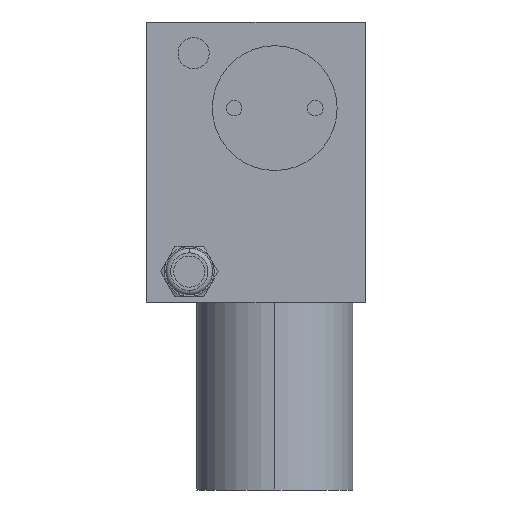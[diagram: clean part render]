
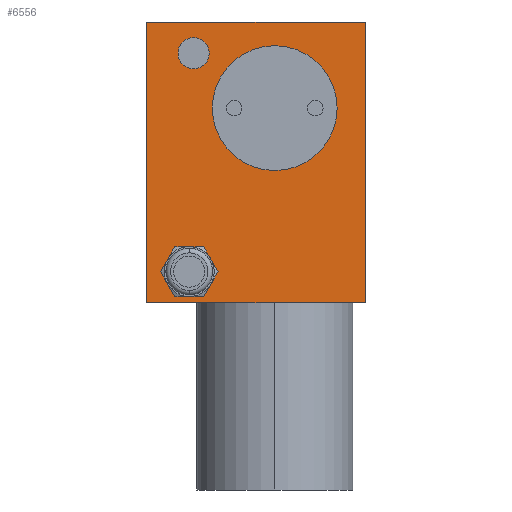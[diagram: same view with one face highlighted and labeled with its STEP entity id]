
A CAD part, left-side view. The second image highlights one B-rep face of the part: STEP entity #6556.
In plain terms, the highlighted planar face has unit normal (-1, 0, 0).
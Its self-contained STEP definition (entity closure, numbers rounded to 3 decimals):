
#69=DIRECTION('',(0.,-1.,0.));
#70=VECTOR('',#69,35.);
#71=CARTESIAN_POINT('',(0.,35.,0.));
#72=LINE('',#71,#70);
#863=DIRECTION('',(0.,0.,1.));
#864=VECTOR('',#863,45.);
#865=CARTESIAN_POINT('',(0.,35.,-45.));
#866=LINE('',#865,#864);
#907=DIRECTION('',(0.,-1.,0.));
#908=VECTOR('',#907,35.);
#909=CARTESIAN_POINT('',(0.,35.,-45.));
#910=LINE('',#909,#908);
#911=DIRECTION('',(0.,0.,1.));
#912=VECTOR('',#911,45.);
#913=CARTESIAN_POINT('',(0.,0.,-45.));
#914=LINE('',#913,#912);
#915=CARTESIAN_POINT('',(0.,14.5,-13.8));
#916=DIRECTION('',(1.,0.,0.));
#917=DIRECTION('',(0.,0.,-1.));
#918=AXIS2_PLACEMENT_3D('',#915,#916,#917);
#920=CARTESIAN_POINT('',(0.,14.5,-13.8));
#921=DIRECTION('',(1.,0.,0.));
#922=DIRECTION('',(0.,0.,1.));
#923=AXIS2_PLACEMENT_3D('',#920,#921,#922);
#925=CARTESIAN_POINT('',(0.,27.5,-5.));
#926=DIRECTION('',(1.,0.,0.));
#927=DIRECTION('',(0.,0.,-1.));
#928=AXIS2_PLACEMENT_3D('',#925,#926,#927);
#930=CARTESIAN_POINT('',(0.,27.5,-5.));
#931=DIRECTION('',(1.,0.,0.));
#932=DIRECTION('',(0.,0.,1.));
#933=AXIS2_PLACEMENT_3D('',#930,#931,#932);
#935=CARTESIAN_POINT('',(0.,28.2,-40.));
#936=DIRECTION('',(-1.,0.,0.));
#937=DIRECTION('',(0.,-0.866,0.5));
#938=AXIS2_PLACEMENT_3D('',#935,#936,#937);
#940=CARTESIAN_POINT('',(0.,28.2,-40.));
#941=DIRECTION('',(-1.,0.,0.));
#942=DIRECTION('',(0.,0.,1.));
#943=AXIS2_PLACEMENT_3D('',#940,#941,#942);
#945=CARTESIAN_POINT('',(0.,28.2,-40.));
#946=DIRECTION('',(-1.,0.,0.));
#947=DIRECTION('',(0.,0.866,0.5));
#948=AXIS2_PLACEMENT_3D('',#945,#946,#947);
#950=CARTESIAN_POINT('',(0.,28.2,-40.));
#951=DIRECTION('',(-1.,0.,0.));
#952=DIRECTION('',(0.,0.866,-0.5));
#953=AXIS2_PLACEMENT_3D('',#950,#951,#952);
#955=CARTESIAN_POINT('',(0.,28.2,-40.));
#956=DIRECTION('',(-1.,0.,0.));
#957=DIRECTION('',(0.,0.,-1.));
#958=AXIS2_PLACEMENT_3D('',#955,#956,#957);
#960=CARTESIAN_POINT('',(0.,28.2,-40.));
#961=DIRECTION('',(-1.,0.,0.));
#962=DIRECTION('',(0.,-0.866,-0.5));
#963=AXIS2_PLACEMENT_3D('',#960,#961,#962);
#4475=CARTESIAN_POINT('',(0.,0.,-45.));
#4476=VERTEX_POINT('',#4475);
#4477=CARTESIAN_POINT('',(0.,35.,-45.));
#4478=VERTEX_POINT('',#4477);
#4491=CARTESIAN_POINT('',(0.,0.,0.));
#4492=VERTEX_POINT('',#4491);
#4497=CARTESIAN_POINT('',(0.,35.,0.));
#4498=VERTEX_POINT('',#4497);
#4499=CARTESIAN_POINT('',(0.,14.5,-23.8));
#4500=CARTESIAN_POINT('',(0.,14.5,-3.8));
#4501=VERTEX_POINT('',#4499);
#4502=VERTEX_POINT('',#4500);
#4503=CARTESIAN_POINT('',(0.,27.5,-7.5));
#4504=CARTESIAN_POINT('',(0.,27.5,-2.5));
#4505=VERTEX_POINT('',#4503);
#4506=VERTEX_POINT('',#4504);
#5745=CARTESIAN_POINT('',(0.,24.736,-38.));
#5746=CARTESIAN_POINT('',(0.,28.2,-36.));
#5747=VERTEX_POINT('',#5745);
#5748=VERTEX_POINT('',#5746);
#5749=CARTESIAN_POINT('',(0.,31.664,-42.));
#5750=CARTESIAN_POINT('',(0.,28.2,-44.));
#5751=VERTEX_POINT('',#5749);
#5752=VERTEX_POINT('',#5750);
#5753=CARTESIAN_POINT('',(0.,24.736,-42.));
#5754=VERTEX_POINT('',#5753);
#5755=CARTESIAN_POINT('',(0.,31.664,-38.));
#5756=VERTEX_POINT('',#5755);
#6518=CARTESIAN_POINT('',(0.,17.5,-22.5));
#6519=DIRECTION('',(1.,0.,0.));
#6520=DIRECTION('',(0.,-1.,0.));
#6521=AXIS2_PLACEMENT_3D('',#6518,#6519,#6520);
#6522=PLANE('',#6521);
#6523=ORIENTED_EDGE('',*,*,#6403,.F.);
#6524=ORIENTED_EDGE('',*,*,#6489,.T.);
#6525=ORIENTED_EDGE('',*,*,#5856,.T.);
#6527=ORIENTED_EDGE('',*,*,#6526,.F.);
#6528=EDGE_LOOP('',(#6523,#6524,#6525,#6527));
#6529=FACE_OUTER_BOUND('',#6528,.F.);
#6531=ORIENTED_EDGE('',*,*,#6530,.F.);
#6533=ORIENTED_EDGE('',*,*,#6532,.F.);
#6534=EDGE_LOOP('',(#6531,#6533));
#6535=FACE_BOUND('',#6534,.F.);
#6537=ORIENTED_EDGE('',*,*,#6536,.F.);
#6539=ORIENTED_EDGE('',*,*,#6538,.F.);
#6540=EDGE_LOOP('',(#6537,#6539));
#6541=FACE_BOUND('',#6540,.F.);
#6543=ORIENTED_EDGE('',*,*,#6542,.T.);
#6545=ORIENTED_EDGE('',*,*,#6544,.T.);
#6547=ORIENTED_EDGE('',*,*,#6546,.T.);
#6549=ORIENTED_EDGE('',*,*,#6548,.T.);
#6551=ORIENTED_EDGE('',*,*,#6550,.T.);
#6553=ORIENTED_EDGE('',*,*,#6552,.T.);
#6554=EDGE_LOOP('',(#6543,#6545,#6547,#6549,#6551,#6553));
#6555=FACE_BOUND('',#6554,.F.);
#6556=ADVANCED_FACE('',(#6529,#6535,#6541,#6555),#6522,.F.);
#919=CIRCLE('',#918,10.);
#924=CIRCLE('',#923,10.);
#929=CIRCLE('',#928,2.5);
#934=CIRCLE('',#933,2.5);
#939=CIRCLE('',#938,4.);
#944=CIRCLE('',#943,4.);
#949=CIRCLE('',#948,4.);
#954=CIRCLE('',#953,4.);
#959=CIRCLE('',#958,4.);
#964=CIRCLE('',#963,4.);
#5856=EDGE_CURVE('',#4498,#4492,#72,.T.);
#6403=EDGE_CURVE('',#4478,#4476,#910,.T.);
#6489=EDGE_CURVE('',#4478,#4498,#866,.T.);
#6526=EDGE_CURVE('',#4476,#4492,#914,.T.);
#6530=EDGE_CURVE('',#4501,#4502,#919,.T.);
#6532=EDGE_CURVE('',#4502,#4501,#924,.T.);
#6536=EDGE_CURVE('',#4505,#4506,#929,.T.);
#6538=EDGE_CURVE('',#4506,#4505,#934,.T.);
#6542=EDGE_CURVE('',#5747,#5748,#939,.T.);
#6544=EDGE_CURVE('',#5748,#5756,#944,.T.);
#6546=EDGE_CURVE('',#5756,#5751,#949,.T.);
#6548=EDGE_CURVE('',#5751,#5752,#954,.T.);
#6550=EDGE_CURVE('',#5752,#5754,#959,.T.);
#6552=EDGE_CURVE('',#5754,#5747,#964,.T.);
